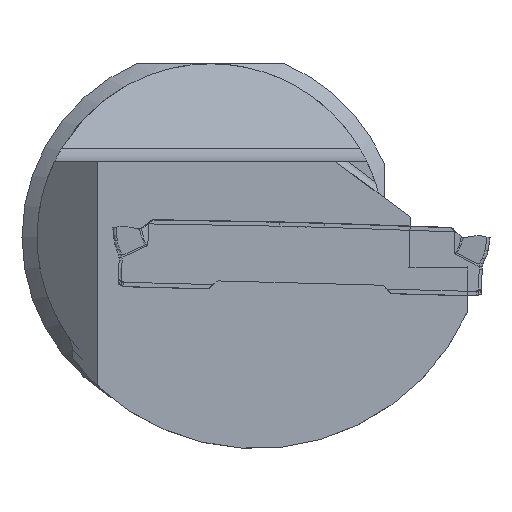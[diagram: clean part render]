
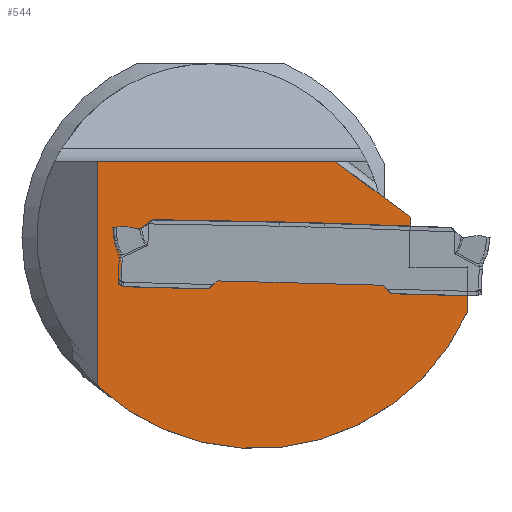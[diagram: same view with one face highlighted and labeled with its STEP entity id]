
A CAD part, front view. The second image highlights one B-rep face of the part: STEP entity #544.
In plain terms, the highlighted planar face has unit normal (0, -1, 0).
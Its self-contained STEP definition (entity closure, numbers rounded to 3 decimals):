
#154=PLANE('',#4297);
#544=ADVANCED_FACE('',(#866),#154,.T.);
#866=FACE_OUTER_BOUND('',#1117,.T.);
#1117=EDGE_LOOP('',(#2717,#2718,#2719,#2720,#2721,#2722,#2723));
#1248=CIRCLE('',#4296,15.372);
#1400=LINE('',#9347,#1571);
#1403=LINE('',#9370,#1574);
#1404=LINE('',#9372,#1575);
#1405=LINE('',#9376,#1576);
#1406=LINE('',#9378,#1577);
#1407=LINE('',#9380,#1578);
#1571=VECTOR('',#4949,1.);
#1574=VECTOR('',#4956,1.);
#1575=VECTOR('',#4959,1.);
#1576=VECTOR('',#4962,1.);
#1577=VECTOR('',#4963,1.);
#1578=VECTOR('',#4964,1.);
#2717=ORIENTED_EDGE('',*,*,#3756,.T.);
#2718=ORIENTED_EDGE('',*,*,#3757,.T.);
#2719=ORIENTED_EDGE('',*,*,#3750,.T.);
#2720=ORIENTED_EDGE('',*,*,#3755,.T.);
#2721=ORIENTED_EDGE('',*,*,#3758,.T.);
#2722=ORIENTED_EDGE('',*,*,#3759,.T.);
#2723=ORIENTED_EDGE('',*,*,#3760,.T.);
#3159=VERTEX_POINT('',#9346);
#3160=VERTEX_POINT('',#9348);
#3161=VERTEX_POINT('',#9369);
#3162=VERTEX_POINT('',#9373);
#3163=VERTEX_POINT('',#9374);
#3164=VERTEX_POINT('',#9377);
#3165=VERTEX_POINT('',#9379);
#3750=EDGE_CURVE('',#3160,#3159,#1400,.T.);
#3755=EDGE_CURVE('',#3159,#3161,#1403,.T.);
#3756=EDGE_CURVE('',#3162,#3163,#1404,.T.);
#3757=EDGE_CURVE('',#3163,#3160,#1248,.T.);
#3758=EDGE_CURVE('',#3161,#3164,#1405,.T.);
#3759=EDGE_CURVE('',#3164,#3165,#1406,.T.);
#3760=EDGE_CURVE('',#3165,#3162,#1407,.T.);
#4296=AXIS2_PLACEMENT_3D('',#9375,#4960,#4961);
#4297=AXIS2_PLACEMENT_3D('',#9381,#4965,#4966);
#4949=DIRECTION('',(0.,0.,1.));
#4956=DIRECTION('',(-1.,0.,0.));
#4959=DIRECTION('',(0.,0.,-1.));
#4960=DIRECTION('',(0.,-1.,0.));
#4961=DIRECTION('',(0.,0.,1.));
#4962=DIRECTION('',(0.026,0.,1.));
#4963=DIRECTION('',(-0.804,0.,0.595));
#4964=DIRECTION('',(-1.,0.,0.));
#4965=DIRECTION('',(0.,-1.,0.));
#4966=DIRECTION('',(0.,0.,-1.));
#9346=CARTESIAN_POINT('',(29.5,-179.15,10.469));
#9347=CARTESIAN_POINT('',(29.5,-179.15,7.5));
#9348=CARTESIAN_POINT('',(29.5,-179.15,7.5));
#9369=CARTESIAN_POINT('',(25.645,-179.15,10.469));
#9370=CARTESIAN_POINT('',(50.,-179.15,10.469));
#9372=CARTESIAN_POINT('',(5.,-179.15,50.));
#9373=CARTESIAN_POINT('',(5.,-179.15,17.5));
#9374=CARTESIAN_POINT('',(5.,-179.15,2.655));
#9375=CARTESIAN_POINT('',(15.511,-179.15,13.872));
#9376=CARTESIAN_POINT('',(25.353,-179.15,-0.664));
#9377=CARTESIAN_POINT('',(25.733,-179.15,13.838));
#9378=CARTESIAN_POINT('',(15.722,-179.15,21.247));
#9379=CARTESIAN_POINT('',(20.785,-179.15,17.5));
#9380=CARTESIAN_POINT('',(35.3,-179.15,17.5));
#9381=CARTESIAN_POINT('',(0.,-179.15,0.));
